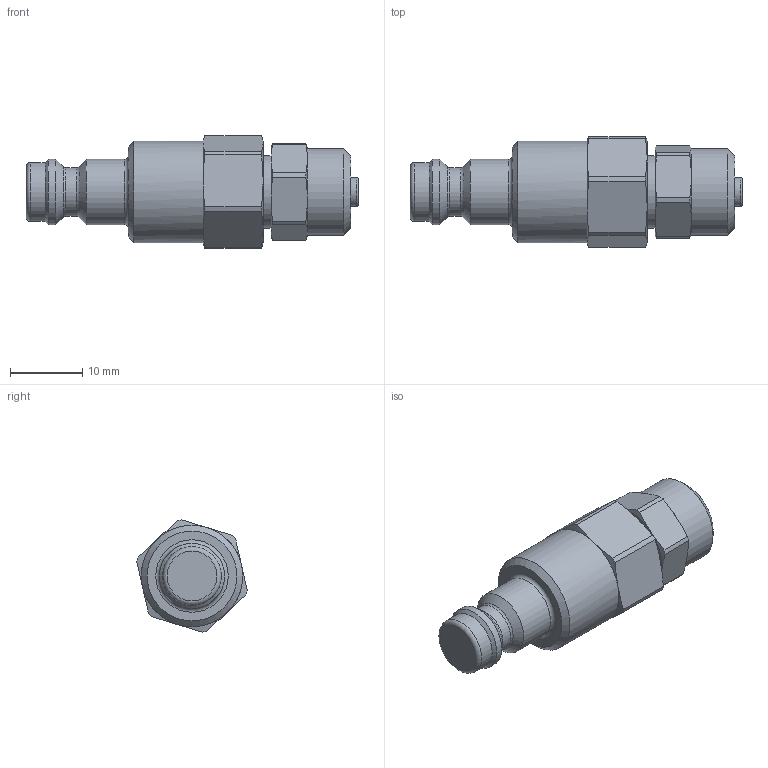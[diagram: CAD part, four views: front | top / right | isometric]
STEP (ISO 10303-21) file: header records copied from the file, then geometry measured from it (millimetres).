
FILE_DESCRIPTION((''),'2;1');
FILE_NAME('21sbko06mpx.stp','2014-11-04T07:49:09',('IA176480'),(''),'Autodesk Inventor 2013','Autodesk Inventor 2013','');
FILE_SCHEMA(('AUTOMOTIVE_DESIGN { 1 0 10303 214 1 1 1 1 }'));
Length unit declared in the file: millimetre
Products named in the file (1): D105884
Bounding box: 45.85 x 15.27 x 15.54 mm (x, y, z)
Volume: 4895.5 mm3; surface area: 2827 mm2
Topology: 1 solids, 2 shells, 97 faces, 212 edges, 125 vertices
Faces by surface type: cone 38, cylinder 28, plane 22, torus 9
Full cylindrical faces by diameter (mm): 4 x1, 4.6 x1, 6.2 x1, 6.65 x1, 8.1 x1, 8.6 x1, 8.92 x1, 9 x2, 10 x1, 11.049 x2, 11.98 x1, 12 x2, 14 x1
Entity records: 2459 total; most frequent: CARTESIAN_POINT 478, DIRECTION 408, ORIENTED_EDGE 332, AXIS2_PLACEMENT_3D 192, EDGE_CURVE 166, EDGE_LOOP 144, VERTEX_POINT 118, FACE_OUTER_BOUND 97
